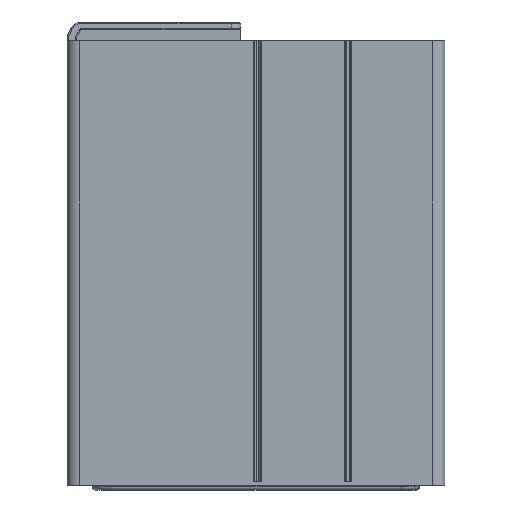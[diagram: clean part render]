
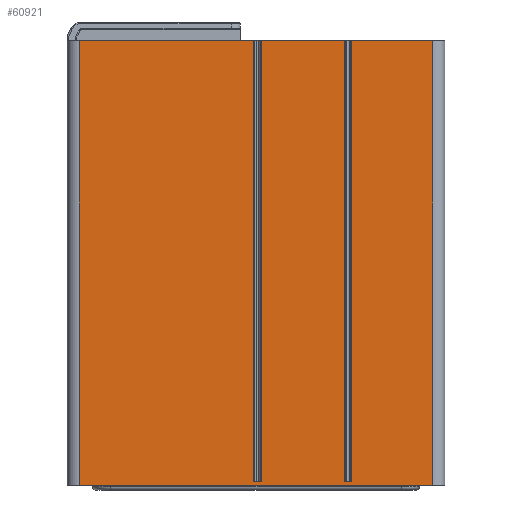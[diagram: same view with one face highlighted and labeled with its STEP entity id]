
A CAD part, front view. The second image highlights one B-rep face of the part: STEP entity #60921.
In plain terms, the highlighted planar face has unit normal (0, -1, 0).
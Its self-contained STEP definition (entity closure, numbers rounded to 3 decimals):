
#146=DIRECTION('',(1.,0.,0.));
#147=VECTOR('',#146,2.468);
#148=CARTESIAN_POINT('',(-31.734,-0.5,-146.));
#149=LINE('',#148,#147);
#150=DIRECTION('',(1.,0.,0.));
#151=VECTOR('',#150,2.468);
#152=CARTESIAN_POINT('',(-1.734,-0.5,-146.));
#153=LINE('',#152,#151);
#5642=DIRECTION('',(-1.,0.,0.));
#5643=VECTOR('',#5642,117.);
#5644=CARTESIAN_POINT('',(27.5,-0.5,-147.2));
#5645=LINE('',#5644,#5643);
#6239=DIRECTION('',(1.,0.,0.));
#6240=VECTOR('',#6239,26.766);
#6241=CARTESIAN_POINT('',(0.734,-0.5,0.));
#6242=LINE('',#6241,#6240);
#6266=DIRECTION('',(1.,0.,0.));
#6267=VECTOR('',#6266,27.532);
#6268=CARTESIAN_POINT('',(-29.266,-0.5,0.));
#6269=LINE('',#6268,#6267);
#6293=DIRECTION('',(1.,0.,0.));
#6294=VECTOR('',#6293,57.766);
#6295=CARTESIAN_POINT('',(-89.5,-0.5,0.));
#6296=LINE('',#6295,#6294);
#20263=DIRECTION('',(0.,0.,-1.));
#20264=VECTOR('',#20263,147.2);
#20265=CARTESIAN_POINT('',(27.5,-0.5,0.));
#20266=LINE('',#20265,#20264);
#20276=DIRECTION('',(0.,0.,1.));
#20277=VECTOR('',#20276,146.);
#20278=CARTESIAN_POINT('',(-29.266,-0.5,-146.));
#20279=LINE('',#20278,#20277);
#20306=DIRECTION('',(0.,0.,-1.));
#20307=VECTOR('',#20306,146.);
#20308=CARTESIAN_POINT('',(-31.734,-0.5,0.));
#20309=LINE('',#20308,#20307);
#20319=DIRECTION('',(0.,0.,-1.));
#20320=VECTOR('',#20319,146.);
#20321=CARTESIAN_POINT('',(-1.734,-0.5,0.));
#20322=LINE('',#20321,#20320);
#20357=DIRECTION('',(0.,0.,1.));
#20358=VECTOR('',#20357,146.);
#20359=CARTESIAN_POINT('',(0.734,-0.5,-146.));
#20360=LINE('',#20359,#20358);
#20361=DIRECTION('',(0.,0.,-1.));
#20362=VECTOR('',#20361,147.2);
#20363=CARTESIAN_POINT('',(-89.5,-0.5,0.));
#20364=LINE('',#20363,#20362);
#25356=CARTESIAN_POINT('',(-89.5,-0.5,0.));
#25357=VERTEX_POINT('',#25356);
#25386=CARTESIAN_POINT('',(-31.734,-0.5,0.));
#25387=VERTEX_POINT('',#25386);
#25502=CARTESIAN_POINT('',(-29.266,-0.5,0.));
#25503=VERTEX_POINT('',#25502);
#25520=CARTESIAN_POINT('',(-1.734,-0.5,0.));
#25521=VERTEX_POINT('',#25520);
#25572=CARTESIAN_POINT('',(0.734,-0.5,0.));
#25573=VERTEX_POINT('',#25572);
#25576=CARTESIAN_POINT('',(27.5,-0.5,0.));
#25577=VERTEX_POINT('',#25576);
#29093=CARTESIAN_POINT('',(27.5,-0.5,-147.2));
#29094=VERTEX_POINT('',#29093);
#29097=CARTESIAN_POINT('',(-89.5,-0.5,-147.2));
#29098=VERTEX_POINT('',#29097);
#31368=CARTESIAN_POINT('',(-31.734,-0.5,-146.));
#31370=VERTEX_POINT('',#31368);
#31418=CARTESIAN_POINT('',(-29.266,-0.5,-146.));
#31419=VERTEX_POINT('',#31418);
#31430=CARTESIAN_POINT('',(-1.734,-0.5,-146.));
#31432=VERTEX_POINT('',#31430);
#31456=CARTESIAN_POINT('',(0.734,-0.5,-146.));
#31457=VERTEX_POINT('',#31456);
#60897=CARTESIAN_POINT('',(-93.5,-0.5,0.));
#60898=DIRECTION('',(0.,-1.,0.));
#60899=DIRECTION('',(1.,0.,0.));
#60900=AXIS2_PLACEMENT_3D('',#60897,#60898,#60899);
#60901=PLANE('',#60900);
#60902=ORIENTED_EDGE('',*,*,#32903,.T.);
#60904=ORIENTED_EDGE('',*,*,#60903,.T.);
#60905=ORIENTED_EDGE('',*,*,#40168,.T.);
#60907=ORIENTED_EDGE('',*,*,#60906,.T.);
#60908=ORIENTED_EDGE('',*,*,#32923,.T.);
#60910=ORIENTED_EDGE('',*,*,#60909,.T.);
#60911=ORIENTED_EDGE('',*,*,#40156,.T.);
#60912=ORIENTED_EDGE('',*,*,#60891,.T.);
#60913=ORIENTED_EDGE('',*,*,#39725,.T.);
#60915=ORIENTED_EDGE('',*,*,#60914,.F.);
#60916=ORIENTED_EDGE('',*,*,#40180,.T.);
#60918=ORIENTED_EDGE('',*,*,#60917,.T.);
#60919=EDGE_LOOP('',(#60902,#60904,#60905,#60907,#60908,#60910,#60911,#60912,
#60913,#60915,#60916,#60918));
#60920=FACE_OUTER_BOUND('',#60919,.F.);
#32903=EDGE_CURVE('',#31370,#31419,#149,.T.);
#32923=EDGE_CURVE('',#31432,#31457,#153,.T.);
#39725=EDGE_CURVE('',#29094,#29098,#5645,.T.);
#40156=EDGE_CURVE('',#25573,#25577,#6242,.T.);
#40168=EDGE_CURVE('',#25503,#25521,#6269,.T.);
#40180=EDGE_CURVE('',#25357,#25387,#6296,.T.);
#60891=EDGE_CURVE('',#25577,#29094,#20266,.T.);
#60903=EDGE_CURVE('',#31419,#25503,#20279,.T.);
#60906=EDGE_CURVE('',#25521,#31432,#20322,.T.);
#60909=EDGE_CURVE('',#31457,#25573,#20360,.T.);
#60914=EDGE_CURVE('',#25357,#29098,#20364,.T.);
#60917=EDGE_CURVE('',#25387,#31370,#20309,.T.);
#60921=ADVANCED_FACE('',(#60920),#60901,.T.);
